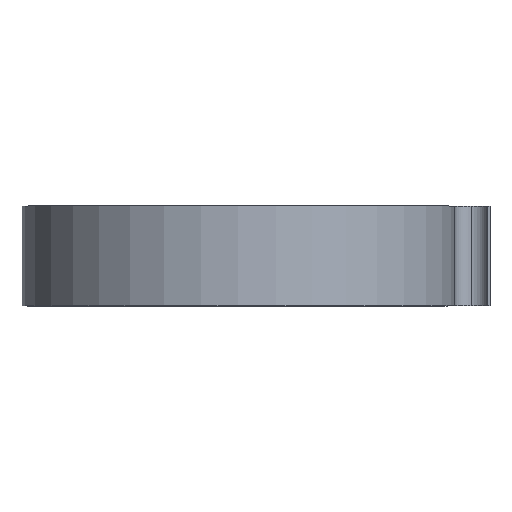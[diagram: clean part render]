
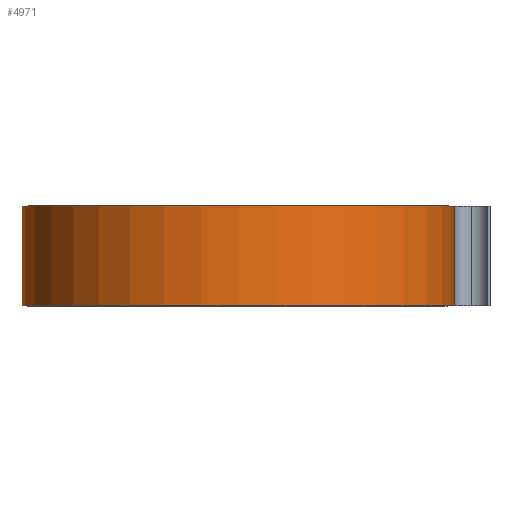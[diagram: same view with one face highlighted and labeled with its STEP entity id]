
A CAD part, top view. The second image highlights one B-rep face of the part: STEP entity #4971.
In plain terms, the highlighted cylindrical face has radius 26 mm (diameter 52 mm), a partial arc.
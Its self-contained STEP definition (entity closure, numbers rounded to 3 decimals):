
#76 = ORIENTED_EDGE ( 'NONE', *, *, #1128, .T. ) ;
#87 = CYLINDRICAL_SURFACE ( 'NONE', #1261, 26. ) ;
#140 = DIRECTION ( 'NONE',  ( 0., 1., 0. ) ) ;
#337 = CARTESIAN_POINT ( 'NONE',  ( 0., 0., 0. ) ) ;
#360 = DIRECTION ( 'NONE',  ( 0., -1., 0. ) ) ;
#487 = DIRECTION ( 'NONE',  ( 0., -1., 0. ) ) ;
#492 = DIRECTION ( 'NONE',  ( 1., 0., 0. ) ) ;
#593 = LINE ( 'NONE', #2195, #4865 ) ;
#800 = CARTESIAN_POINT ( 'NONE',  ( 26., 0., 0. ) ) ;
#1097 = CARTESIAN_POINT ( 'NONE',  ( 26., 12., 0. ) ) ;
#1128 = EDGE_CURVE ( 'NONE', #2218, #3708, #2144, .T. ) ;
#1129 = ORIENTED_EDGE ( 'NONE', *, *, #2283, .T. ) ;
#1202 = EDGE_CURVE ( 'NONE', #1383, #3708, #3141, .T. ) ;
#1261 = AXIS2_PLACEMENT_3D ( 'NONE', #2540, #487, #1325 ) ;
#1325 = DIRECTION ( 'NONE',  ( 0., 0., -1. ) ) ;
#1383 = VERTEX_POINT ( 'NONE', #1097 ) ;
#1682 = AXIS2_PLACEMENT_3D ( 'NONE', #4104, #140, #492 ) ;
#2144 = CIRCLE ( 'NONE', #3834, 26. ) ;
#2195 = CARTESIAN_POINT ( 'NONE',  ( -26., 12., 0. ) ) ;
#2218 = VERTEX_POINT ( 'NONE', #4179 ) ;
#2283 = EDGE_CURVE ( 'NONE', #3209, #2218, #593, .T. ) ;
#2540 = CARTESIAN_POINT ( 'NONE',  ( 0., 12., 0. ) ) ;
#2865 = FACE_OUTER_BOUND ( 'NONE', #3750, .T. ) ;
#3114 = DIRECTION ( 'NONE',  ( 1., 0., 0. ) ) ;
#3141 = LINE ( 'NONE', #4349, #4775 ) ;
#3209 = VERTEX_POINT ( 'NONE', #5127 ) ;
#3702 = CIRCLE ( 'NONE', #1682, 26. ) ;
#3708 = VERTEX_POINT ( 'NONE', #800 ) ;
#3750 = EDGE_LOOP ( 'NONE', ( #76, #4750, #4350, #1129 ) ) ;
#3834 = AXIS2_PLACEMENT_3D ( 'NONE', #337, #5146, #3114 ) ;
#4104 = CARTESIAN_POINT ( 'NONE',  ( 0., 12., 0. ) ) ;
#4179 = CARTESIAN_POINT ( 'NONE',  ( -26., 0., 0. ) ) ;
#4349 = CARTESIAN_POINT ( 'NONE',  ( 26., 12., 0. ) ) ;
#4350 = ORIENTED_EDGE ( 'NONE', *, *, #4932, .F. ) ;
#4652 = DIRECTION ( 'NONE',  ( 0., -1., 0. ) ) ;
#4750 = ORIENTED_EDGE ( 'NONE', *, *, #1202, .F. ) ;
#4775 = VECTOR ( 'NONE', #360, 1000. ) ;
#4865 = VECTOR ( 'NONE', #4652, 1000. ) ;
#4932 = EDGE_CURVE ( 'NONE', #3209, #1383, #3702, .T. ) ;
#4971 = ADVANCED_FACE ( 'NONE', ( #2865 ), #87, .T. ) ;
#5127 = CARTESIAN_POINT ( 'NONE',  ( -26., 12., 0. ) ) ;
#5146 = DIRECTION ( 'NONE',  ( 0., 1., 0. ) ) ;
